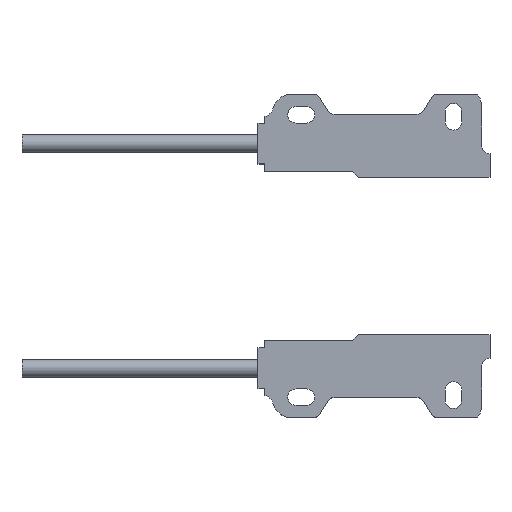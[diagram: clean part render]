
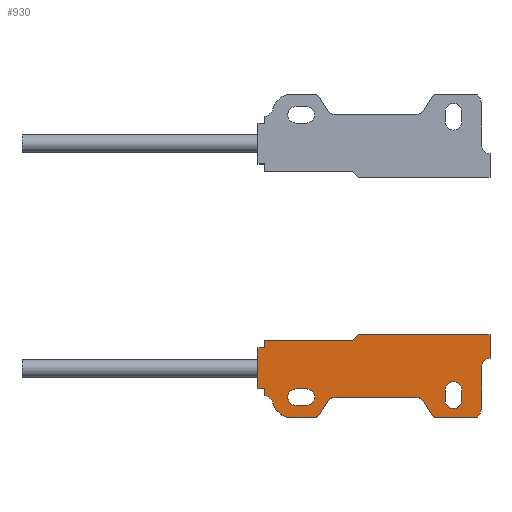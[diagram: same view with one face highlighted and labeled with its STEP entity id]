
A CAD part, top view. The second image highlights one B-rep face of the part: STEP entity #930.
In plain terms, the highlighted planar face has unit normal (0, 0, 1).
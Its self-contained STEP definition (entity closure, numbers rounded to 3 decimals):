
#60=DIRECTION('',(-0.731,-0.682,0.));
#61=VECTOR('',#60,1.026);
#62=CARTESIAN_POINT('',(-2.75,5.35,2.));
#63=LINE('',#62,#61);
#64=DIRECTION('',(-1.,0.,0.));
#65=VECTOR('',#64,16.7);
#66=CARTESIAN_POINT('',(13.95,5.35,2.));
#67=LINE('',#66,#65);
#68=DIRECTION('',(0.,1.,0.));
#69=VECTOR('',#68,3.);
#70=CARTESIAN_POINT('',(13.95,2.35,2.));
#71=LINE('',#70,#69);
#72=CARTESIAN_POINT('',(13.95,1.3,2.));
#73=DIRECTION('',(0.,0.,-1.));
#74=DIRECTION('',(-1.,0.,0.));
#75=AXIS2_PLACEMENT_3D('',#72,#73,#74);
#77=DIRECTION('',(0.,1.,0.));
#78=VECTOR('',#77,4.95);
#79=CARTESIAN_POINT('',(12.9,-3.65,2.));
#80=LINE('',#79,#78);
#81=CARTESIAN_POINT('',(10.4,-3.65,2.));
#82=DIRECTION('',(0.,0.,1.));
#83=DIRECTION('',(0.8,-0.6,0.));
#84=AXIS2_PLACEMENT_3D('',#81,#82,#83);
#86=DIRECTION('',(1.,0.,0.));
#87=VECTOR('',#86,5.35);
#88=CARTESIAN_POINT('',(7.05,-5.15,2.));
#89=LINE('',#88,#87);
#90=CARTESIAN_POINT('',(7.05,-4.65,2.));
#91=DIRECTION('',(0.,0.,1.));
#92=DIRECTION('',(-0.848,-0.53,0.));
#93=AXIS2_PLACEMENT_3D('',#90,#91,#92);
#95=DIRECTION('',(0.53,-0.848,0.));
#96=VECTOR('',#95,2.116);
#97=CARTESIAN_POINT('',(5.504,-3.12,2.));
#98=LINE('',#97,#96);
#99=CARTESIAN_POINT('',(4.656,-3.65,2.));
#100=DIRECTION('',(0.,0.,-1.));
#101=DIRECTION('',(0.,1.,0.));
#102=AXIS2_PLACEMENT_3D('',#99,#100,#101);
#104=DIRECTION('',(1.,0.,0.));
#105=VECTOR('',#104,10.5);
#106=CARTESIAN_POINT('',(-5.844,-2.65,2.));
#107=LINE('',#106,#105);
#108=CARTESIAN_POINT('',(-5.844,-3.65,2.));
#109=DIRECTION('',(0.,0.,-1.));
#110=DIRECTION('',(-0.848,0.53,0.));
#111=AXIS2_PLACEMENT_3D('',#108,#109,#110);
#113=DIRECTION('',(0.53,0.848,0.));
#114=VECTOR('',#113,2.116);
#115=CARTESIAN_POINT('',(-7.813,-4.915,2.));
#116=LINE('',#115,#114);
#117=CARTESIAN_POINT('',(-8.237,-4.65,2.));
#118=DIRECTION('',(0.,0.,1.));
#119=DIRECTION('',(0.,-1.,0.));
#120=AXIS2_PLACEMENT_3D('',#117,#118,#119);
#122=DIRECTION('',(1.,0.,0.));
#123=VECTOR('',#122,3.724);
#124=CARTESIAN_POINT('',(-11.961,-5.15,2.));
#125=LINE('',#124,#123);
#126=CARTESIAN_POINT('',(-11.074,-2.6,2.));
#127=DIRECTION('',(0.,0.,1.));
#128=DIRECTION('',(-0.959,-0.285,0.));
#129=AXIS2_PLACEMENT_3D('',#126,#127,#128);
#131=CARTESIAN_POINT('',(-15.1,-3.796,2.));
#132=DIRECTION('',(0.,0.,-1.));
#133=DIRECTION('',(0.267,0.964,0.));
#134=AXIS2_PLACEMENT_3D('',#131,#132,#133);
#136=DIRECTION('',(0.,-1.,0.));
#137=VECTOR('',#136,0.8);
#138=CARTESIAN_POINT('',(-14.7,-1.55,2.));
#139=LINE('',#138,#137);
#140=DIRECTION('',(1.,0.,0.));
#141=VECTOR('',#140,0.85);
#142=CARTESIAN_POINT('',(-15.55,-1.55,2.));
#143=LINE('',#142,#141);
#144=DIRECTION('',(0.,-1.,0.));
#145=VECTOR('',#144,5.2);
#146=CARTESIAN_POINT('',(-15.55,3.65,2.));
#147=LINE('',#146,#145);
#148=DIRECTION('',(-1.,0.,0.));
#149=VECTOR('',#148,0.85);
#150=CARTESIAN_POINT('',(-14.7,3.65,2.));
#151=LINE('',#150,#149);
#152=DIRECTION('',(0.,-1.,0.));
#153=VECTOR('',#152,1.);
#154=CARTESIAN_POINT('',(-14.7,4.65,2.));
#155=LINE('',#154,#153);
#156=DIRECTION('',(-1.,0.,0.));
#157=VECTOR('',#156,11.2);
#158=CARTESIAN_POINT('',(-3.5,4.65,2.));
#159=LINE('',#158,#157);
#160=CARTESIAN_POINT('',(-9.4,-2.6,2.));
#161=DIRECTION('',(0.,0.,-1.));
#162=DIRECTION('',(0.,1.,0.));
#163=AXIS2_PLACEMENT_3D('',#160,#161,#162);
#165=DIRECTION('',(1.,0.,0.));
#166=VECTOR('',#165,1.3);
#167=CARTESIAN_POINT('',(-10.7,-1.55,2.));
#168=LINE('',#167,#166);
#169=CARTESIAN_POINT('',(-10.7,-2.6,2.));
#170=DIRECTION('',(0.,0.,-1.));
#171=DIRECTION('',(0.,-1.,0.));
#172=AXIS2_PLACEMENT_3D('',#169,#170,#171);
#174=DIRECTION('',(-1.,0.,0.));
#175=VECTOR('',#174,1.3);
#176=CARTESIAN_POINT('',(-9.4,-3.65,2.));
#177=LINE('',#176,#175);
#178=DIRECTION('',(0.,1.,0.));
#179=VECTOR('',#178,1.3);
#180=CARTESIAN_POINT('',(8.25,-3.,2.));
#181=LINE('',#180,#179);
#182=CARTESIAN_POINT('',(9.3,-3.,2.));
#183=DIRECTION('',(0.,0.,-1.));
#184=DIRECTION('',(1.,0.,0.));
#185=AXIS2_PLACEMENT_3D('',#182,#183,#184);
#187=DIRECTION('',(0.,-1.,0.));
#188=VECTOR('',#187,1.3);
#189=CARTESIAN_POINT('',(10.35,-1.7,2.));
#190=LINE('',#189,#188);
#191=CARTESIAN_POINT('',(9.3,-1.7,2.));
#192=DIRECTION('',(0.,0.,-1.));
#193=DIRECTION('',(-1.,0.,0.));
#194=AXIS2_PLACEMENT_3D('',#191,#192,#193);
#622=CARTESIAN_POINT('',(-2.75,5.35,2.));
#623=CARTESIAN_POINT('',(-3.5,4.65,2.));
#624=VERTEX_POINT('',#622);
#625=VERTEX_POINT('',#623);
#626=CARTESIAN_POINT('',(-14.7,4.65,2.));
#627=VERTEX_POINT('',#626);
#628=CARTESIAN_POINT('',(-14.7,3.65,2.));
#629=VERTEX_POINT('',#628);
#630=CARTESIAN_POINT('',(-15.55,3.65,2.));
#631=VERTEX_POINT('',#630);
#632=CARTESIAN_POINT('',(-15.55,-1.55,2.));
#633=VERTEX_POINT('',#632);
#634=CARTESIAN_POINT('',(-14.7,-1.55,2.));
#635=VERTEX_POINT('',#634);
#636=CARTESIAN_POINT('',(-14.7,-2.35,2.));
#637=VERTEX_POINT('',#636);
#638=CARTESIAN_POINT('',(-13.662,-3.369,2.));
#639=CARTESIAN_POINT('',(-11.961,-5.15,2.));
#640=VERTEX_POINT('',#638);
#641=VERTEX_POINT('',#639);
#642=CARTESIAN_POINT('',(-8.237,-5.15,2.));
#643=VERTEX_POINT('',#642);
#644=CARTESIAN_POINT('',(-7.813,-4.915,2.));
#645=CARTESIAN_POINT('',(-6.692,-3.12,2.));
#646=VERTEX_POINT('',#644);
#647=VERTEX_POINT('',#645);
#648=CARTESIAN_POINT('',(-5.844,-2.65,2.));
#649=VERTEX_POINT('',#648);
#650=CARTESIAN_POINT('',(4.656,-2.65,2.));
#651=VERTEX_POINT('',#650);
#652=CARTESIAN_POINT('',(7.05,-5.15,2.));
#653=CARTESIAN_POINT('',(12.4,-5.15,2.));
#654=VERTEX_POINT('',#652);
#655=VERTEX_POINT('',#653);
#656=CARTESIAN_POINT('',(12.9,-3.65,2.));
#657=CARTESIAN_POINT('',(12.9,1.3,2.));
#658=VERTEX_POINT('',#656);
#659=VERTEX_POINT('',#657);
#660=CARTESIAN_POINT('',(13.95,2.35,2.));
#661=VERTEX_POINT('',#660);
#662=CARTESIAN_POINT('',(13.95,5.35,2.));
#663=VERTEX_POINT('',#662);
#664=CARTESIAN_POINT('',(-9.4,-1.55,2.));
#665=CARTESIAN_POINT('',(-9.4,-3.65,2.));
#666=VERTEX_POINT('',#664);
#667=VERTEX_POINT('',#665);
#668=CARTESIAN_POINT('',(-10.7,-3.65,2.));
#669=VERTEX_POINT('',#668);
#670=CARTESIAN_POINT('',(-10.7,-1.55,2.));
#671=VERTEX_POINT('',#670);
#672=CARTESIAN_POINT('',(8.25,-3.,2.));
#673=CARTESIAN_POINT('',(8.25,-1.7,2.));
#674=VERTEX_POINT('',#672);
#675=VERTEX_POINT('',#673);
#676=CARTESIAN_POINT('',(10.35,-1.7,2.));
#677=VERTEX_POINT('',#676);
#678=CARTESIAN_POINT('',(10.35,-3.,2.));
#679=VERTEX_POINT('',#678);
#748=CARTESIAN_POINT('',(5.504,-3.12,2.));
#749=VERTEX_POINT('',#748);
#750=CARTESIAN_POINT('',(6.626,-4.915,2.));
#751=VERTEX_POINT('',#750);
#859=CARTESIAN_POINT('',(0.,0.,2.));
#860=DIRECTION('',(0.,0.,1.));
#861=DIRECTION('',(1.,0.,0.));
#862=AXIS2_PLACEMENT_3D('',#859,#860,#861);
#863=PLANE('',#862);
#865=ORIENTED_EDGE('',*,*,#864,.F.);
#866=ORIENTED_EDGE('',*,*,#837,.F.);
#867=ORIENTED_EDGE('',*,*,#791,.F.);
#869=ORIENTED_EDGE('',*,*,#868,.F.);
#871=ORIENTED_EDGE('',*,*,#870,.F.);
#873=ORIENTED_EDGE('',*,*,#872,.F.);
#875=ORIENTED_EDGE('',*,*,#874,.F.);
#877=ORIENTED_EDGE('',*,*,#876,.F.);
#879=ORIENTED_EDGE('',*,*,#878,.F.);
#881=ORIENTED_EDGE('',*,*,#880,.F.);
#883=ORIENTED_EDGE('',*,*,#882,.F.);
#885=ORIENTED_EDGE('',*,*,#884,.F.);
#887=ORIENTED_EDGE('',*,*,#886,.F.);
#889=ORIENTED_EDGE('',*,*,#888,.F.);
#891=ORIENTED_EDGE('',*,*,#890,.F.);
#893=ORIENTED_EDGE('',*,*,#892,.F.);
#895=ORIENTED_EDGE('',*,*,#894,.F.);
#897=ORIENTED_EDGE('',*,*,#896,.F.);
#899=ORIENTED_EDGE('',*,*,#898,.F.);
#901=ORIENTED_EDGE('',*,*,#900,.F.);
#903=ORIENTED_EDGE('',*,*,#902,.F.);
#905=ORIENTED_EDGE('',*,*,#904,.F.);
#907=ORIENTED_EDGE('',*,*,#906,.F.);
#908=EDGE_LOOP('',(#865,#866,#867,#869,#871,#873,#875,#877,#879,#881,#883,#885,
#887,#889,#891,#893,#895,#897,#899,#901,#903,#905,#907));
#909=FACE_OUTER_BOUND('',#908,.F.);
#911=ORIENTED_EDGE('',*,*,#910,.F.);
#913=ORIENTED_EDGE('',*,*,#912,.F.);
#915=ORIENTED_EDGE('',*,*,#914,.F.);
#917=ORIENTED_EDGE('',*,*,#916,.F.);
#918=EDGE_LOOP('',(#911,#913,#915,#917));
#919=FACE_BOUND('',#918,.F.);
#921=ORIENTED_EDGE('',*,*,#920,.F.);
#923=ORIENTED_EDGE('',*,*,#922,.F.);
#925=ORIENTED_EDGE('',*,*,#924,.F.);
#927=ORIENTED_EDGE('',*,*,#926,.F.);
#928=EDGE_LOOP('',(#921,#923,#925,#927));
#929=FACE_BOUND('',#928,.F.);
#930=ADVANCED_FACE('',(#909,#919,#929),#863,.T.);
#76=CIRCLE('',#75,1.05);
#85=CIRCLE('',#84,2.5);
#94=CIRCLE('',#93,0.5);
#103=CIRCLE('',#102,1.);
#112=CIRCLE('',#111,1.);
#121=CIRCLE('',#120,0.5);
#130=CIRCLE('',#129,2.7);
#135=CIRCLE('',#134,1.5);
#164=CIRCLE('',#163,1.05);
#173=CIRCLE('',#172,1.05);
#186=CIRCLE('',#185,1.05);
#195=CIRCLE('',#194,1.05);
#791=EDGE_CURVE('',#661,#663,#71,.T.);
#837=EDGE_CURVE('',#663,#624,#67,.T.);
#864=EDGE_CURVE('',#624,#625,#63,.T.);
#868=EDGE_CURVE('',#659,#661,#76,.T.);
#870=EDGE_CURVE('',#658,#659,#80,.T.);
#872=EDGE_CURVE('',#655,#658,#85,.T.);
#874=EDGE_CURVE('',#654,#655,#89,.T.);
#876=EDGE_CURVE('',#751,#654,#94,.T.);
#878=EDGE_CURVE('',#749,#751,#98,.T.);
#880=EDGE_CURVE('',#651,#749,#103,.T.);
#882=EDGE_CURVE('',#649,#651,#107,.T.);
#884=EDGE_CURVE('',#647,#649,#112,.T.);
#886=EDGE_CURVE('',#646,#647,#116,.T.);
#888=EDGE_CURVE('',#643,#646,#121,.T.);
#890=EDGE_CURVE('',#641,#643,#125,.T.);
#892=EDGE_CURVE('',#640,#641,#130,.T.);
#894=EDGE_CURVE('',#637,#640,#135,.T.);
#896=EDGE_CURVE('',#635,#637,#139,.T.);
#898=EDGE_CURVE('',#633,#635,#143,.T.);
#900=EDGE_CURVE('',#631,#633,#147,.T.);
#902=EDGE_CURVE('',#629,#631,#151,.T.);
#904=EDGE_CURVE('',#627,#629,#155,.T.);
#906=EDGE_CURVE('',#625,#627,#159,.T.);
#910=EDGE_CURVE('',#666,#667,#164,.T.);
#912=EDGE_CURVE('',#671,#666,#168,.T.);
#914=EDGE_CURVE('',#669,#671,#173,.T.);
#916=EDGE_CURVE('',#667,#669,#177,.T.);
#920=EDGE_CURVE('',#674,#675,#181,.T.);
#922=EDGE_CURVE('',#679,#674,#186,.T.);
#924=EDGE_CURVE('',#677,#679,#190,.T.);
#926=EDGE_CURVE('',#675,#677,#195,.T.);
